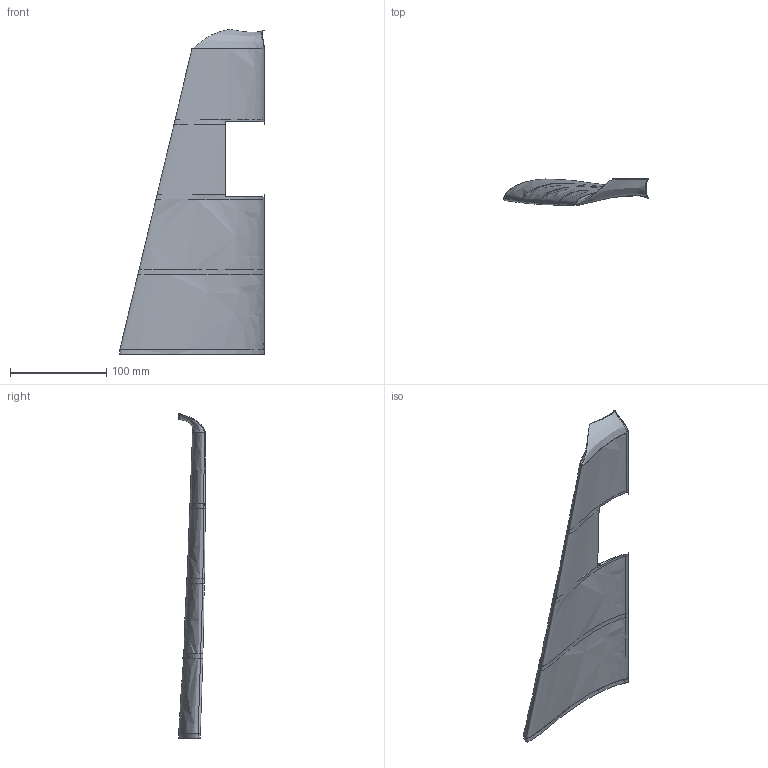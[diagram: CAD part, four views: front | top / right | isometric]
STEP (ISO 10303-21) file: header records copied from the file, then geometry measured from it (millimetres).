
FILE_DESCRIPTION (( 'STEP AP203' ), '1' );
FILE_NAME ('S1223 Airfoil.STEP', '2024-12-07T21:11:34', ( '' ), ( '' ), 'SwSTEP 2.0', 'SolidWorks 2024', '' );
FILE_SCHEMA (( 'CONFIG_CONTROL_DESIGN' ));
Length unit declared in the file: millimetre
Products named in the file (1): S1223 Airfoil
Bounding box: 150.01 x 27.9 x 337.61 mm (x, y, z)
Surface area: 90687.1 mm2 (no closed solid volume)
Topology: 0 solids, 5 shells, 72 faces, 185 edges, 125 vertices
Faces by surface type: bspline 53, plane 19
Entity records: 18132 total; most frequent: CARTESIAN_POINT 16782, ORIENTED_EDGE 356, EDGE_CURVE 185, B_SPLINE_CURVE_WITH_KNOTS 166, VERTEX_POINT 125, EDGE_LOOP 85, ADVANCED_FACE 72, FACE_OUTER_BOUND 72
